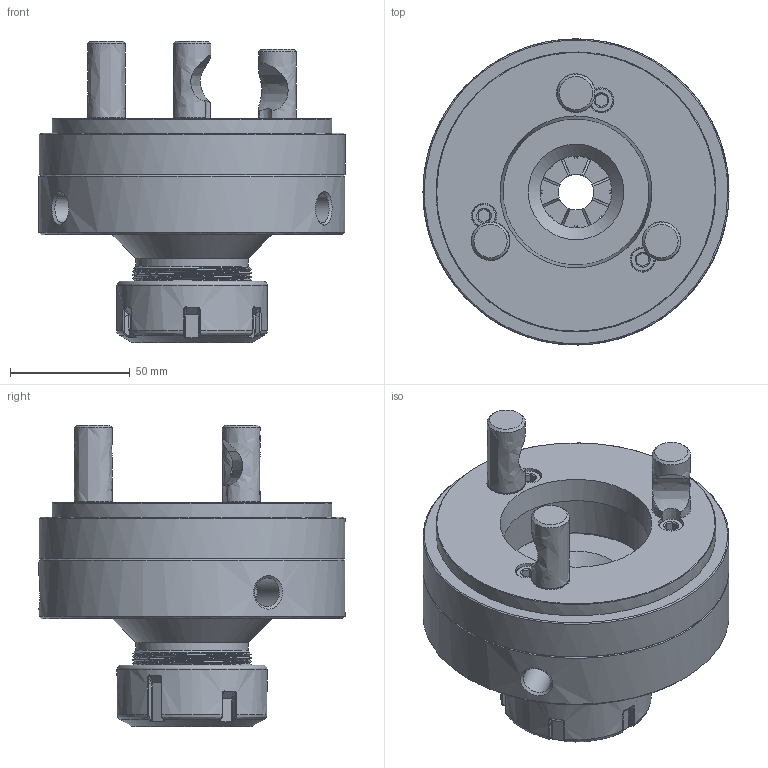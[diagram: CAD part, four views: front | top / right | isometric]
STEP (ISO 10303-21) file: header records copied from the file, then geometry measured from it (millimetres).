
FILE_DESCRIPTION(('FreeCAD Model'),'2;1');
FILE_NAME('Open CASCADE Shape Model','2025-05-09T20:15:24',('FreeCAD'),( 'FreeCAD'),'Open CASCADE STEP processor 7.6','FreeCAD','Unknown');
FILE_SCHEMA(('AUTOMOTIVE_DESIGN { 1 0 10303 214 1 1 1 1 }'));
Products named in the file (1): Open CASCADE STEP translator 7.6 1
Bounding box: 128 x 127.99 x 126.25 mm (x, y, z)
Volume: 610788.2 mm3; surface area: 145377.9 mm2
Topology: 13 solids, 13 shells, 650 faces, 1756 edges, 1153 vertices
Faces by surface type: bspline 650
Entity records: 58163 total; most frequent: CARTESIAN_POINT 48261, ORIENTED_EDGE 3478, EDGE_CURVE 1739, VERTEX_POINT 1153, B_SPLINE_CURVE_WITH_KNOTS 1101, FACE_BOUND 708, EDGE_LOOP 708, ADVANCED_FACE 650
